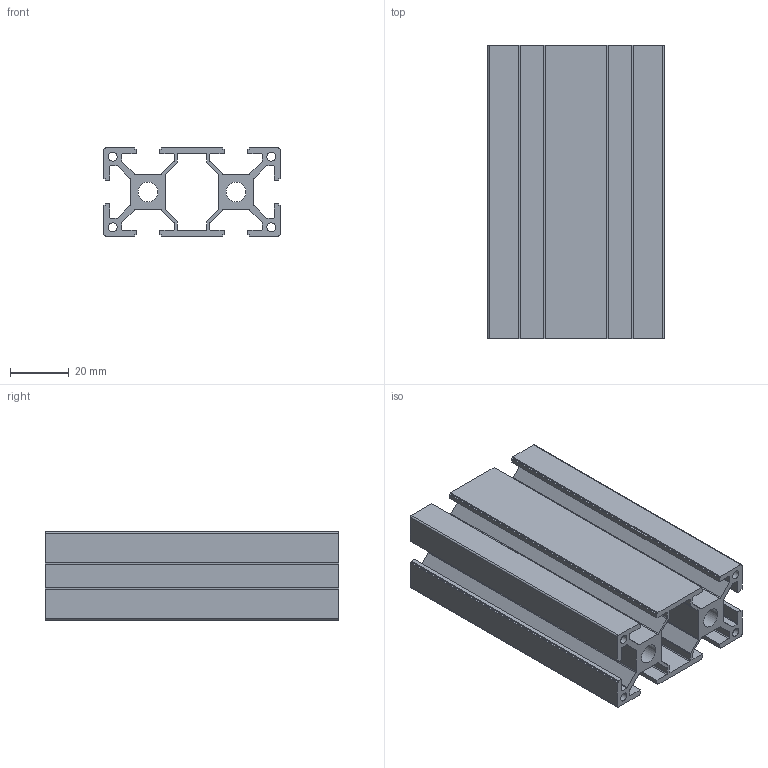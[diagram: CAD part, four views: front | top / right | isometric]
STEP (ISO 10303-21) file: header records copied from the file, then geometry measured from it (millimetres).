
FILE_DESCRIPTION(/* description */ (''),/* implementation_level */ '2;1');
FILE_NAME(/* name */ 'Aluminium extrusion 6030 v2.step',/* time_stamp */ '2023-08-23T02:03:19+08:00',/* author */ (''),/* organization */ (''),/* preprocessor_version */ 'ST-DEVELOPER v20',/* originating_system */ 'Autodesk Translation Framework v12.9.0.99',/* authorisation */ '');
FILE_SCHEMA (('AUTOMOTIVE_DESIGN { 1 0 10303 214 3 1 1 }'));
Length unit declared in the file: millimetre
Products named in the file (1): Aluminium extrusion 6030
Bounding box: 60 x 100 x 30 mm (x, y, z)
Volume: 57320 mm3; surface area: 54394.9 mm2
Topology: 1 solids, 1 shells, 160 faces, 474 edges, 316 vertices
Faces by surface type: plane 102, cylinder 58
Full cylindrical faces by diameter (mm): 3 x4, 6.8 x2
Entity records: 5415 total; most frequent: CARTESIAN_POINT 951, ORIENTED_EDGE 948, DIRECTION 912, EDGE_CURVE 474, LINE 358, VECTOR 358, VERTEX_POINT 316, AXIS2_PLACEMENT_3D 277
